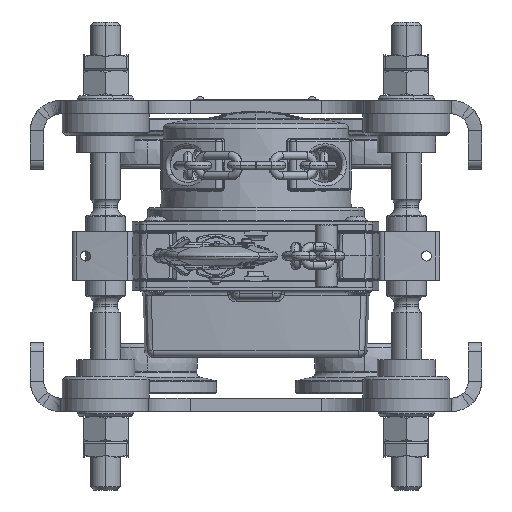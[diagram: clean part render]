
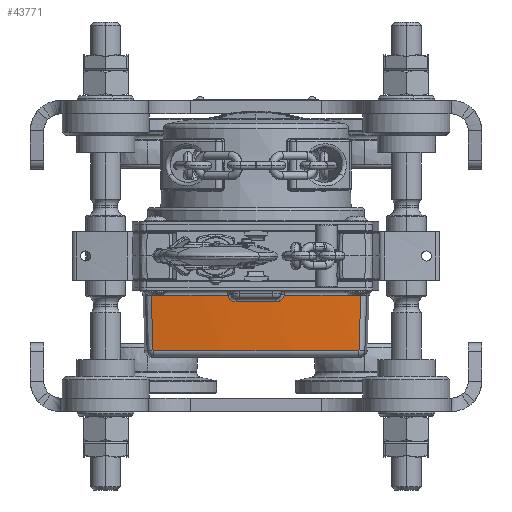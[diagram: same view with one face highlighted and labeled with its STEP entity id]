
A CAD part, front view. The second image highlights one B-rep face of the part: STEP entity #43771.
In plain terms, the highlighted conical face has half-angle 2 degrees and reference radius 538 mm.
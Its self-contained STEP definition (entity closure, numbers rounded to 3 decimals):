
#754 = B_SPLINE_CURVE_WITH_KNOTS ( 'NONE', 3,
 ( #823, #821, #921, #919, #917, #916, #914, #911, #909, #907, #906, #905 ),
 .UNSPECIFIED., .F., .F.,
 ( 4, 2, 2, 2, 2, 4 ),
 ( 0., 0.002, 0.003, 0.004, 0.005, 0.007 ),
 .UNSPECIFIED. ) ;
#821 = CARTESIAN_POINT ( 'NONE',  ( 46.617, -92.159, -23.962 ) ) ;
#823 = CARTESIAN_POINT ( 'NONE',  ( 46.728, -92.176, -23.395 ) ) ;
#905 = CARTESIAN_POINT ( 'NONE',  ( 41.84, -92.166, -27.43 ) ) ;
#906 = CARTESIAN_POINT ( 'NONE',  ( 42.418, -92.153, -27.43 ) ) ;
#907 = CARTESIAN_POINT ( 'NONE',  ( 42.978, -92.143, -27.332 ) ) ;
#909 = CARTESIAN_POINT ( 'NONE',  ( 43.792, -92.132, -27.04 ) ) ;
#911 = CARTESIAN_POINT ( 'NONE',  ( 44.053, -92.13, -26.919 ) ) ;
#914 = CARTESIAN_POINT ( 'NONE',  ( 44.548, -92.126, -26.637 ) ) ;
#916 = CARTESIAN_POINT ( 'NONE',  ( 44.783, -92.126, -26.474 ) ) ;
#917 = CARTESIAN_POINT ( 'NONE',  ( 45.451, -92.126, -25.923 ) ) ;
#919 = CARTESIAN_POINT ( 'NONE',  ( 45.823, -92.13, -25.489 ) ) ;
#921 = CARTESIAN_POINT ( 'NONE',  ( 46.413, -92.147, -24.496 ) ) ;
#13519 = CARTESIAN_POINT ( 'NONE',  ( 41.84, -92.166, -27.43 ) ) ;
#13562 = CARTESIAN_POINT ( 'NONE',  ( 29.885, 445.459, -27.43 ) ) ;
#13564 = CIRCLE ( 'NONE', #13604, 537.758 ) ;
#13572 = CARTESIAN_POINT ( 'NONE',  ( -32.802, -88.774, -23.395 ) ) ;
#13590 = CARTESIAN_POINT ( 'NONE',  ( 17.929, -92.166, -27.43 ) ) ;
#13597 = DIRECTION ( 'NONE',  ( -1., 0., 0. ) ) ;
#13598 = DIRECTION ( 'NONE',  ( 0., 0., -1. ) ) ;
#13604 = AXIS2_PLACEMENT_3D ( 'NONE', #13562, #13598, #13597 ) ;
#13607 = CARTESIAN_POINT ( 'NONE',  ( 13.041, -92.176, -23.395 ) ) ;
#13608 = CARTESIAN_POINT ( 'NONE',  ( 13.152, -92.159, -23.962 ) ) ;
#13609 = CARTESIAN_POINT ( 'NONE',  ( 13.355, -92.147, -24.493 ) ) ;
#13610 = CARTESIAN_POINT ( 'NONE',  ( 13.796, -92.135, -25.236 ) ) ;
#13612 = CARTESIAN_POINT ( 'NONE',  ( 13.964, -92.131, -25.47 ) ) ;
#13613 = CARTESIAN_POINT ( 'NONE',  ( 14.335, -92.127, -25.904 ) ) ;
#13614 = CARTESIAN_POINT ( 'NONE',  ( 14.538, -92.126, -26.104 ) ) ;
#13615 = CARTESIAN_POINT ( 'NONE',  ( 14.982, -92.126, -26.472 ) ) ;
#13616 = CARTESIAN_POINT ( 'NONE',  ( 15.219, -92.126, -26.635 ) ) ;
#13618 = CARTESIAN_POINT ( 'NONE',  ( 15.714, -92.13, -26.918 ) ) ;
#13619 = CARTESIAN_POINT ( 'NONE',  ( 15.973, -92.132, -27.038 ) ) ;
#13620 = CARTESIAN_POINT ( 'NONE',  ( 16.788, -92.143, -27.332 ) ) ;
#13621 = CARTESIAN_POINT ( 'NONE',  ( 17.351, -92.153, -27.43 ) ) ;
#13622 = CARTESIAN_POINT ( 'NONE',  ( 17.929, -92.166, -27.43 ) ) ;
#13628 = B_SPLINE_CURVE_WITH_KNOTS ( 'NONE', 3,
 ( #13622, #13621, #13620, #13619, #13618, #13616, #13615, #13614, #13613, #13612, #13610, #13609, #13608, #13607 ),
 .UNSPECIFIED., .F., .F.,
 ( 4, 2, 2, 2, 2, 2, 4 ),
 ( 0., 0.002, 0.003, 0.003, 0.004, 0.005, 0.007 ),
 .UNSPECIFIED. ) ;
#13688 = CARTESIAN_POINT ( 'NONE',  ( 46.728, -92.176, -23.395 ) ) ;
#13785 = CARTESIAN_POINT ( 'NONE',  ( 13.041, -92.176, -23.395 ) ) ;
#14513 = DIRECTION ( 'NONE',  ( 1., 0., 0. ) ) ;
#14514 = DIRECTION ( 'NONE',  ( 0., 0., -1. ) ) ;
#14515 = CARTESIAN_POINT ( 'NONE',  ( 29.885, 445.459, -23.395 ) ) ;
#14516 = AXIS2_PLACEMENT_3D ( 'NONE', #14515, #14514, #14513 ) ;
#14518 = CIRCLE ( 'NONE', #14516, 537.899 ) ;
#17499 = CARTESIAN_POINT ( 'NONE',  ( 92.571, -88.774, -23.395 ) ) ;
#17514 = DIRECTION ( 'NONE',  ( 1., 0., 0. ) ) ;
#17515 = DIRECTION ( 'NONE',  ( 0., 0., -1. ) ) ;
#17516 = CARTESIAN_POINT ( 'NONE',  ( 29.885, 445.459, -23.395 ) ) ;
#17517 = AXIS2_PLACEMENT_3D ( 'NONE', #17516, #17515, #17514 ) ;
#17524 = CIRCLE ( 'NONE', #17517, 537.899 ) ;
#17816 = CARTESIAN_POINT ( 'NONE',  ( 29.885, 445.459, -20.5 ) ) ;
#17832 = DIRECTION ( 'NONE',  ( 0., 0., 1. ) ) ;
#17837 = AXIS2_PLACEMENT_3D ( 'NONE', #17816, #17832, #17848 ) ;
#17841 = FACE_OUTER_BOUND ( 'NONE', #43812, .T. ) ;
#17842 = CONICAL_SURFACE ( 'NONE', #17837, 538., 0.035 ) ;
#17848 = DIRECTION ( 'NONE',  ( 1., 0., 0. ) ) ;
#17903 = B_SPLINE_CURVE_WITH_KNOTS ( 'NONE', 3,
 ( #17948, #17947, #17946, #17945 ),
 .UNSPECIFIED., .F., .F.,
 ( 4, 4 ),
 ( 0., 0.033 ),
 .UNSPECIFIED. ) ;
#17945 = CARTESIAN_POINT ( 'NONE',  ( 92.571, -88.774, -23.395 ) ) ;
#17946 = CARTESIAN_POINT ( 'NONE',  ( 92.211, -88.427, -34.477 ) ) ;
#17947 = CARTESIAN_POINT ( 'NONE',  ( 91.852, -88.079, -45.558 ) ) ;
#17948 = CARTESIAN_POINT ( 'NONE',  ( 91.492, -87.731, -56.64 ) ) ;
#18085 = CARTESIAN_POINT ( 'NONE',  ( 29.885, 445.459, -56.64 ) ) ;
#18086 = CARTESIAN_POINT ( 'NONE',  ( -31.722, -87.731, -56.64 ) ) ;
#18100 = DIRECTION ( 'NONE',  ( 0., 0., 1. ) ) ;
#18115 = B_SPLINE_CURVE_WITH_KNOTS ( 'NONE', 3,
 ( #18143, #18142, #18141, #18140 ),
 .UNSPECIFIED., .F., .F.,
 ( 4, 4 ),
 ( 0.003, 0.036 ),
 .UNSPECIFIED. ) ;
#18116 = DIRECTION ( 'NONE',  ( 1., 0., 0. ) ) ;
#18117 = AXIS2_PLACEMENT_3D ( 'NONE', #18085, #18100, #18116 ) ;
#18118 = CIRCLE ( 'NONE', #18117, 536.738 ) ;
#18140 = CARTESIAN_POINT ( 'NONE',  ( -31.722, -87.731, -56.64 ) ) ;
#18141 = CARTESIAN_POINT ( 'NONE',  ( -32.083, -88.079, -45.558 ) ) ;
#18142 = CARTESIAN_POINT ( 'NONE',  ( -32.442, -88.427, -34.477 ) ) ;
#18143 = CARTESIAN_POINT ( 'NONE',  ( -32.802, -88.774, -23.395 ) ) ;
#28966 = EDGE_CURVE ( 'NONE', #31461, #30642, #754, .T. ) ;
#30642 = VERTEX_POINT ( 'NONE', #13519 ) ;
#30929 = VERTEX_POINT ( 'NONE', #13572 ) ;
#31203 = EDGE_CURVE ( 'NONE', #30642, #31260, #13564, .T. ) ;
#31260 = VERTEX_POINT ( 'NONE', #13590 ) ;
#31343 = EDGE_CURVE ( 'NONE', #31260, #31818, #13628, .T. ) ;
#31461 = VERTEX_POINT ( 'NONE', #13688 ) ;
#31818 = VERTEX_POINT ( 'NONE', #13785 ) ;
#35014 = EDGE_CURVE ( 'NONE', #31818, #30929, #14518, .T. ) ;
#43580 = VERTEX_POINT ( 'NONE', #17499 ) ;
#43622 = EDGE_CURVE ( 'NONE', #43580, #31461, #17524, .T. ) ;
#43718 = ORIENTED_EDGE ( 'NONE', *, *, #43622, .T. ) ;
#43769 = ORIENTED_EDGE ( 'NONE', *, *, #43805, .T. ) ;
#43770 = ORIENTED_EDGE ( 'NONE', *, *, #28966, .T. ) ;
#43771 = ADVANCED_FACE ( 'NONE', ( #17841 ), #17842, .T. ) ;
#43805 = EDGE_CURVE ( 'NONE', #79687, #43580, #17903, .T. ) ;
#43812 = EDGE_LOOP ( 'NONE', ( #43718, #43770, #43871, #43862, #43870, #43863, #43859, #43769 ) ) ;
#43855 = EDGE_CURVE ( 'NONE', #43865, #79687, #18118, .T. ) ;
#43857 = EDGE_CURVE ( 'NONE', #30929, #43865, #18115, .T. ) ;
#43859 = ORIENTED_EDGE ( 'NONE', *, *, #43855, .T. ) ;
#43862 = ORIENTED_EDGE ( 'NONE', *, *, #31343, .T. ) ;
#43863 = ORIENTED_EDGE ( 'NONE', *, *, #43857, .T. ) ;
#43865 = VERTEX_POINT ( 'NONE', #18086 ) ;
#43870 = ORIENTED_EDGE ( 'NONE', *, *, #35014, .T. ) ;
#43871 = ORIENTED_EDGE ( 'NONE', *, *, #31203, .T. ) ;
#66243 = CARTESIAN_POINT ( 'NONE',  ( 91.492, -87.731, -56.64 ) ) ;
#79687 = VERTEX_POINT ( 'NONE', #66243 ) ;
